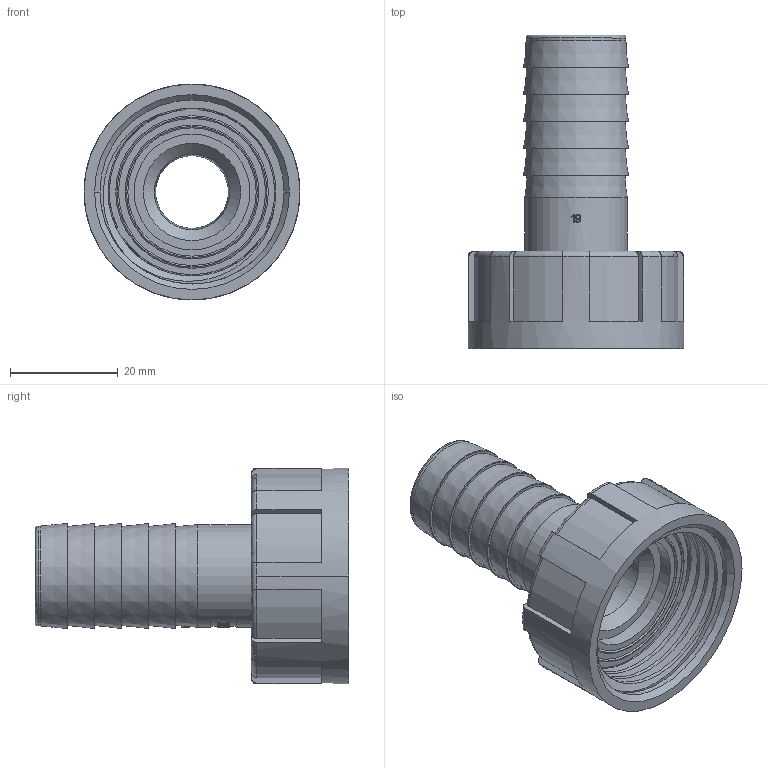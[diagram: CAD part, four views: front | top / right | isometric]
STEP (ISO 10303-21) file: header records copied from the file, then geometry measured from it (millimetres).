
FILE_DESCRIPTION(/* description */ (''),/* implementation_level */ '2;1');
FILE_NAME(/* name */ '1x19.stp',/* time_stamp */ '2025-03-27T12:58:07+08:00',/* author */ (''),/* organization */ (''),/* preprocessor_version */ 'ST-DEVELOPER v16.7',/* originating_system */ 'SIEMENS PLM Software NX 12.0',/* authorisation */ '');
FILE_SCHEMA (('AP203_CONFIGURATION_CONTROLLED_3D_DESIGN_OF_MECHANICAL_PARTS_AND_ASSEMBLIES_MIM_LF { 1 0 10303 403 2 1 2}'));
Length unit declared in the file: millimetre
Products named in the file (1): Admi1B10F00Drfrr
Bounding box: 40 x 58 x 40 mm (x, y, z)
Volume: 16252.6 mm3; surface area: 13804 mm2
Topology: 3 solids, 3 shells, 239 faces, 624 edges, 409 vertices
Faces by surface type: plane 90, cylinder 63, extrusion 43, torus 27, cone 11, sphere 3, bspline 2
Full cylindrical faces by diameter (mm): 1.316 x1, 1.986 x1, 18.5 x1, 19 x1, 21.42 x1, 23.766 x1, 24.786 x1, 25.5 x1, 27.234 x1, 28.254 x1, 30 x1, 30.6 x1
Entity records: 10113 total; most frequent: CARTESIAN_POINT 4223, ORIENTED_EDGE 1146, DIRECTION 965, EDGE_CURVE 573, VERTEX_POINT 393, AXIS2_PLACEMENT_3D 354, EDGE_LOOP 296, VECTOR 257
